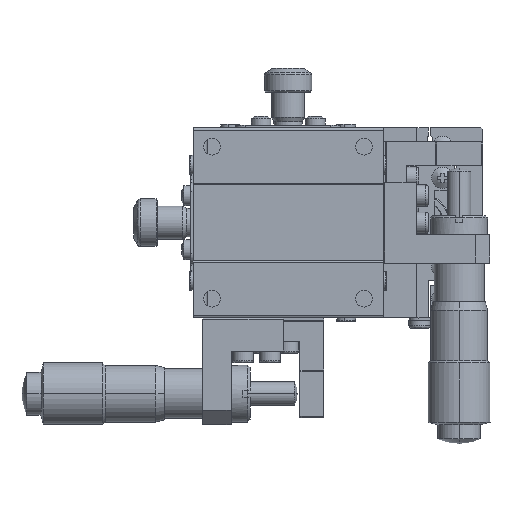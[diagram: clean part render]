
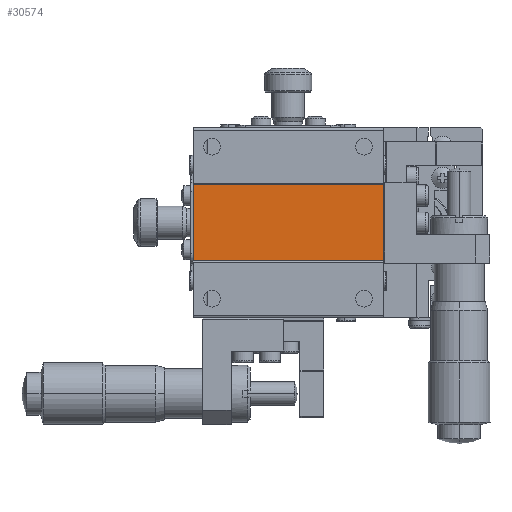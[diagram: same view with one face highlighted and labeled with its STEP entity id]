
A CAD part, front view. The second image highlights one B-rep face of the part: STEP entity #30574.
In plain terms, the highlighted planar face has unit normal (0, -1, 0).
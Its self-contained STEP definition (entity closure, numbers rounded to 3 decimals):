
#53 = CARTESIAN_POINT ( 'NONE',  ( -47., -21.7, 8. ) ) ;
#70 = CARTESIAN_POINT ( 'NONE',  ( -7., -21.7, 8. ) ) ;
#89 = CARTESIAN_POINT ( 'NONE',  ( -7., -21.7, -8. ) ) ;
#1937 = CARTESIAN_POINT ( 'NONE',  ( -47., -21.7, -8. ) ) ;
#3970 = ORIENTED_EDGE ( 'NONE', *, *, #56862, .T. ) ;
#3998 = ORIENTED_EDGE ( 'NONE', *, *, #31732, .T. ) ;
#4003 = ORIENTED_EDGE ( 'NONE', *, *, #56814, .T. ) ;
#4027 = ORIENTED_EDGE ( 'NONE', *, *, #56803, .F. ) ;
#11998 = B_SPLINE_CURVE_WITH_KNOTS ( 'NONE', 1,
 ( #41753, #41746 ),
 .UNSPECIFIED., .F., .F.,
 ( 2, 2 ),
 ( 0., 1. ),
 .UNSPECIFIED. ) ;
#18162 = LINE ( 'NONE', #20706, #18181 ) ;
#18181 = VECTOR ( 'NONE', #20699, 1000. ) ;
#19182 = LINE ( 'NONE', #41769, #19193 ) ;
#19193 = VECTOR ( 'NONE', #41775, 1000. ) ;
#19333 = LINE ( 'NONE', #41924, #19341 ) ;
#19341 = VECTOR ( 'NONE', #41925, 1000. ) ;
#19869 = EDGE_LOOP ( 'NONE', ( #3998, #3970, #4027, #4003 ) ) ;
#20699 = DIRECTION ( 'NONE',  ( 0., 0., -1. ) ) ;
#20706 = CARTESIAN_POINT ( 'NONE',  ( -47., -21.7, 8. ) ) ;
#22137 = VERTEX_POINT ( 'NONE', #1937 ) ;
#22142 = VERTEX_POINT ( 'NONE', #53 ) ;
#22227 = VERTEX_POINT ( 'NONE', #70 ) ;
#22234 = VERTEX_POINT ( 'NONE', #89 ) ;
#29728 = PLANE ( 'NONE',  #38260 ) ;
#29741 = CARTESIAN_POINT ( 'NONE',  ( -47., -21.7, 8. ) ) ;
#29769 = DIRECTION ( 'NONE',  ( 0., -1., 0. ) ) ;
#29804 = DIRECTION ( 'NONE',  ( -1., 0., 0. ) ) ;
#30574 = ADVANCED_FACE ( 'NONE', ( #47771 ), #29728, .T. ) ;
#31732 = EDGE_CURVE ( 'NONE', #22142, #22137, #18162, .T. ) ;
#38260 = AXIS2_PLACEMENT_3D ( 'NONE', #29741, #29769, #29804 ) ;
#41746 = CARTESIAN_POINT ( 'NONE',  ( -7., -21.7, -8. ) ) ;
#41753 = CARTESIAN_POINT ( 'NONE',  ( -7., -21.7, 8. ) ) ;
#41769 = CARTESIAN_POINT ( 'NONE',  ( -47., -21.7, 8. ) ) ;
#41775 = DIRECTION ( 'NONE',  ( -1., 0., 0. ) ) ;
#41924 = CARTESIAN_POINT ( 'NONE',  ( -47., -21.7, -8. ) ) ;
#41925 = DIRECTION ( 'NONE',  ( 1., 0., 0. ) ) ;
#47771 = FACE_OUTER_BOUND ( 'NONE', #19869, .T. ) ;
#56803 = EDGE_CURVE ( 'NONE', #22227, #22234, #11998, .T. ) ;
#56814 = EDGE_CURVE ( 'NONE', #22227, #22142, #19182, .T. ) ;
#56862 = EDGE_CURVE ( 'NONE', #22137, #22234, #19333, .T. ) ;
